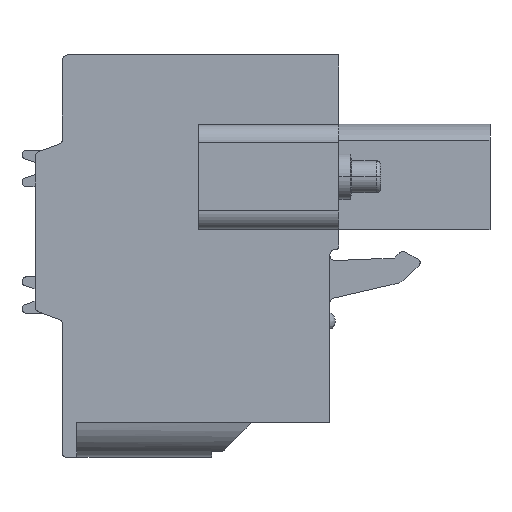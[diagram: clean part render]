
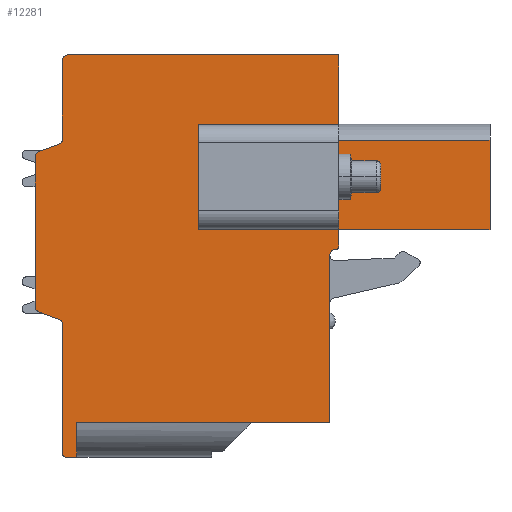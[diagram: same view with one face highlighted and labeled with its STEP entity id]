
A CAD part, front view. The second image highlights one B-rep face of the part: STEP entity #12281.
In plain terms, the highlighted planar face has unit normal (0, -1, 0).
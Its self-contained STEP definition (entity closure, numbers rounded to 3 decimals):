
#345=DIRECTION('',(-1.,0.,0.));
#346=VECTOR('',#345,6.3);
#347=CARTESIAN_POINT('',(2.781,-45.62,1.9));
#348=LINE('',#347,#346);
#349=DIRECTION('',(1.,0.,0.));
#350=VECTOR('',#349,6.3);
#351=CARTESIAN_POINT('',(-3.519,-45.62,7.65));
#352=LINE('',#351,#350);
#353=DIRECTION('',(0.,0.,1.));
#354=VECTOR('',#353,5.75);
#355=CARTESIAN_POINT('',(-3.519,-45.62,1.9));
#356=LINE('',#355,#354);
#357=DIRECTION('',(0.,0.,-1.));
#358=VECTOR('',#357,4.7);
#359=CARTESIAN_POINT('',(4.181,-45.62,11.475));
#360=LINE('',#359,#358);
#361=DIRECTION('',(-1.,0.,0.));
#362=VECTOR('',#361,8.3);
#363=CARTESIAN_POINT('',(12.481,-45.62,6.775));
#364=LINE('',#363,#362);
#365=DIRECTION('',(0.,0.,-1.));
#366=VECTOR('',#365,4.9);
#367=CARTESIAN_POINT('',(12.481,-45.62,6.775));
#368=LINE('',#367,#366);
#369=DIRECTION('',(-1.,0.,0.));
#370=VECTOR('',#369,8.3);
#371=CARTESIAN_POINT('',(12.481,-45.62,1.875));
#372=LINE('',#371,#370);
#373=DIRECTION('',(0.,0.,-1.));
#374=VECTOR('',#373,0.901);
#375=CARTESIAN_POINT('',(4.181,-45.62,1.875));
#376=LINE('',#375,#374);
#377=CARTESIAN_POINT('',(3.981,-45.62,0.974));
#378=DIRECTION('',(0.,1.,0.));
#379=DIRECTION('',(1.,0.,0.));
#380=AXIS2_PLACEMENT_3D('',#377,#378,#379);
#382=CARTESIAN_POINT('',(3.981,-45.62,0.474));
#383=DIRECTION('',(0.,-1.,0.));
#384=DIRECTION('',(0.,0.,1.));
#385=AXIS2_PLACEMENT_3D('',#382,#383,#384);
#387=DIRECTION('',(-1.,0.,0.));
#388=VECTOR('',#387,13.9);
#389=CARTESIAN_POINT('',(3.681,-45.62,-8.725));
#390=LINE('',#389,#388);
#391=DIRECTION('',(0.,0.,-1.));
#392=VECTOR('',#391,1.9);
#393=CARTESIAN_POINT('',(-10.219,-45.62,-8.725));
#394=LINE('',#393,#392);
#395=DIRECTION('',(-1.,0.,0.));
#396=VECTOR('',#395,0.6);
#397=CARTESIAN_POINT('',(-10.219,-45.62,-10.625));
#398=LINE('',#397,#396);
#399=CARTESIAN_POINT('',(-10.819,-45.62,-10.425));
#400=DIRECTION('',(0.,1.,0.));
#401=DIRECTION('',(0.,0.,-1.));
#402=AXIS2_PLACEMENT_3D('',#399,#400,#401);
#404=DIRECTION('',(0.,0.,1.));
#405=VECTOR('',#404,7.095);
#406=CARTESIAN_POINT('',(-11.019,-45.62,-10.425));
#407=LINE('',#406,#405);
#408=CARTESIAN_POINT('',(-11.319,-45.62,-3.33));
#409=DIRECTION('',(0.,-1.,0.));
#410=DIRECTION('',(1.,0.,0.));
#411=AXIS2_PLACEMENT_3D('',#408,#409,#410);
#413=DIRECTION('',(-0.94,0.,0.342));
#414=VECTOR('',#413,1.176);
#415=CARTESIAN_POINT('',(-11.216,-45.62,-3.048));
#416=LINE('',#415,#414);
#417=CARTESIAN_POINT('',(-12.219,-45.62,-2.364));
#418=DIRECTION('',(0.,1.,0.));
#419=DIRECTION('',(-0.342,0.,-0.94));
#420=AXIS2_PLACEMENT_3D('',#417,#418,#419);
#422=DIRECTION('',(0.,0.,1.));
#423=VECTOR('',#422,8.238);
#424=CARTESIAN_POINT('',(-12.519,-45.62,-2.364));
#425=LINE('',#424,#423);
#426=CARTESIAN_POINT('',(-12.219,-45.62,5.874));
#427=DIRECTION('',(0.,1.,0.));
#428=DIRECTION('',(-1.,0.,0.));
#429=AXIS2_PLACEMENT_3D('',#426,#427,#428);
#431=DIRECTION('',(0.94,0.,0.342));
#432=VECTOR('',#431,1.176);
#433=CARTESIAN_POINT('',(-12.321,-45.62,6.156));
#434=LINE('',#433,#432);
#435=CARTESIAN_POINT('',(-11.319,-45.62,6.84));
#436=DIRECTION('',(0.,-1.,0.));
#437=DIRECTION('',(0.342,0.,-0.94));
#438=AXIS2_PLACEMENT_3D('',#435,#436,#437);
#440=DIRECTION('',(0.,0.,1.));
#441=VECTOR('',#440,4.335);
#442=CARTESIAN_POINT('',(-11.019,-45.62,6.84));
#443=LINE('',#442,#441);
#444=CARTESIAN_POINT('',(-10.719,-45.62,11.175));
#445=DIRECTION('',(0.,1.,0.));
#446=DIRECTION('',(-1.,0.,0.));
#447=AXIS2_PLACEMENT_3D('',#444,#445,#446);
#449=DIRECTION('',(1.,0.,0.));
#450=VECTOR('',#449,14.9);
#451=CARTESIAN_POINT('',(-10.719,-45.62,11.475));
#452=LINE('',#451,#450);
#607=DIRECTION('',(0.,0.,1.));
#608=VECTOR('',#607,5.75);
#609=CARTESIAN_POINT('',(2.781,-45.62,1.9));
#610=LINE('',#609,#608);
#2229=DIRECTION('',(0.,0.,1.));
#2230=VECTOR('',#2229,9.199);
#2231=CARTESIAN_POINT('',(3.681,-45.62,-8.725));
#2232=LINE('',#2231,#2230);
#9182=CARTESIAN_POINT('',(-12.519,-45.62,-2.364));
#9183=CARTESIAN_POINT('',(-12.519,-45.62,5.874));
#9184=VERTEX_POINT('',#9182);
#9185=VERTEX_POINT('',#9183);
#9186=CARTESIAN_POINT('',(-12.321,-45.62,6.156));
#9187=VERTEX_POINT('',#9186);
#9188=CARTESIAN_POINT('',(-11.216,-45.62,6.558));
#9189=VERTEX_POINT('',#9188);
#9190=CARTESIAN_POINT('',(-11.019,-45.62,6.84));
#9191=VERTEX_POINT('',#9190);
#9192=CARTESIAN_POINT('',(-11.019,-45.62,11.175));
#9193=VERTEX_POINT('',#9192);
#9194=CARTESIAN_POINT('',(-10.719,-45.62,11.475));
#9195=VERTEX_POINT('',#9194);
#9196=CARTESIAN_POINT('',(4.181,-45.62,11.475));
#9197=VERTEX_POINT('',#9196);
#9198=CARTESIAN_POINT('',(3.681,-45.62,-8.725));
#9199=CARTESIAN_POINT('',(-10.219,-45.62,-8.725));
#9200=VERTEX_POINT('',#9198);
#9201=VERTEX_POINT('',#9199);
#9202=CARTESIAN_POINT('',(-10.219,-45.62,-10.625));
#9203=VERTEX_POINT('',#9202);
#9204=CARTESIAN_POINT('',(-10.819,-45.62,-10.625));
#9205=VERTEX_POINT('',#9204);
#9206=CARTESIAN_POINT('',(-11.019,-45.62,-10.425));
#9207=VERTEX_POINT('',#9206);
#9208=CARTESIAN_POINT('',(-11.019,-45.62,-3.33));
#9209=VERTEX_POINT('',#9208);
#9210=CARTESIAN_POINT('',(-11.216,-45.62,-3.048));
#9211=VERTEX_POINT('',#9210);
#9212=CARTESIAN_POINT('',(-12.321,-45.62,-2.646));
#9213=VERTEX_POINT('',#9212);
#9224=CARTESIAN_POINT('',(4.181,-45.62,0.974));
#9225=CARTESIAN_POINT('',(3.981,-45.62,0.774));
#9226=VERTEX_POINT('',#9224);
#9227=VERTEX_POINT('',#9225);
#9228=CARTESIAN_POINT('',(4.181,-45.62,1.875));
#9229=VERTEX_POINT('',#9228);
#9230=CARTESIAN_POINT('',(3.681,-45.62,0.474));
#9231=VERTEX_POINT('',#9230);
#9232=CARTESIAN_POINT('',(12.481,-45.62,1.875));
#9233=VERTEX_POINT('',#9232);
#10456=CARTESIAN_POINT('',(12.481,-45.62,6.775));
#10457=VERTEX_POINT('',#10456);
#11694=CARTESIAN_POINT('',(-3.519,-45.62,1.9));
#11695=CARTESIAN_POINT('',(-3.519,-45.62,7.65));
#11696=VERTEX_POINT('',#11694);
#11697=VERTEX_POINT('',#11695);
#11716=CARTESIAN_POINT('',(2.781,-45.62,1.9));
#11717=CARTESIAN_POINT('',(2.781,-45.62,7.65));
#11718=VERTEX_POINT('',#11716);
#11719=VERTEX_POINT('',#11717);
#11732=CARTESIAN_POINT('',(4.181,-45.62,6.775));
#11733=VERTEX_POINT('',#11732);
#12219=CARTESIAN_POINT('',(0.,-45.62,0.));
#12220=DIRECTION('',(0.,1.,0.));
#12221=DIRECTION('',(1.,0.,0.));
#12222=AXIS2_PLACEMENT_3D('',#12219,#12220,#12221);
#12223=PLANE('',#12222);
#12224=ORIENTED_EDGE('',*,*,#11999,.T.);
#12226=ORIENTED_EDGE('',*,*,#12225,.F.);
#12228=ORIENTED_EDGE('',*,*,#12227,.T.);
#12230=ORIENTED_EDGE('',*,*,#12229,.T.);
#12232=ORIENTED_EDGE('',*,*,#12231,.T.);
#12234=ORIENTED_EDGE('',*,*,#12233,.T.);
#12236=ORIENTED_EDGE('',*,*,#12235,.T.);
#12238=ORIENTED_EDGE('',*,*,#12237,.F.);
#12240=ORIENTED_EDGE('',*,*,#12239,.T.);
#12242=ORIENTED_EDGE('',*,*,#12241,.T.);
#12244=ORIENTED_EDGE('',*,*,#12243,.T.);
#12246=ORIENTED_EDGE('',*,*,#12245,.T.);
#12248=ORIENTED_EDGE('',*,*,#12247,.T.);
#12250=ORIENTED_EDGE('',*,*,#12249,.T.);
#12252=ORIENTED_EDGE('',*,*,#12251,.T.);
#12254=ORIENTED_EDGE('',*,*,#12253,.T.);
#12256=ORIENTED_EDGE('',*,*,#12255,.T.);
#12258=ORIENTED_EDGE('',*,*,#12257,.T.);
#12260=ORIENTED_EDGE('',*,*,#12259,.T.);
#12262=ORIENTED_EDGE('',*,*,#12261,.T.);
#12264=ORIENTED_EDGE('',*,*,#12263,.T.);
#12266=ORIENTED_EDGE('',*,*,#12265,.T.);
#12268=ORIENTED_EDGE('',*,*,#12267,.T.);
#12269=EDGE_LOOP('',(#12224,#12226,#12228,#12230,#12232,#12234,#12236,#12238,
#12240,#12242,#12244,#12246,#12248,#12250,#12252,#12254,#12256,#12258,#12260,
#12262,#12264,#12266,#12268));
#12270=FACE_OUTER_BOUND('',#12269,.F.);
#12272=ORIENTED_EDGE('',*,*,#12271,.F.);
#12274=ORIENTED_EDGE('',*,*,#12273,.T.);
#12276=ORIENTED_EDGE('',*,*,#12275,.F.);
#12278=ORIENTED_EDGE('',*,*,#12277,.F.);
#12279=EDGE_LOOP('',(#12272,#12274,#12276,#12278));
#12280=FACE_BOUND('',#12279,.F.);
#12281=ADVANCED_FACE('',(#12270,#12280),#12223,.F.);
#381=CIRCLE('',#380,0.2);
#386=CIRCLE('',#385,0.3);
#403=CIRCLE('',#402,0.2);
#412=CIRCLE('',#411,0.3);
#421=CIRCLE('',#420,0.3);
#430=CIRCLE('',#429,0.3);
#439=CIRCLE('',#438,0.3);
#448=CIRCLE('',#447,0.3);
#11999=EDGE_CURVE('',#9197,#11733,#360,.T.);
#12225=EDGE_CURVE('',#10457,#11733,#364,.T.);
#12227=EDGE_CURVE('',#10457,#9233,#368,.T.);
#12229=EDGE_CURVE('',#9233,#9229,#372,.T.);
#12231=EDGE_CURVE('',#9229,#9226,#376,.T.);
#12233=EDGE_CURVE('',#9226,#9227,#381,.T.);
#12235=EDGE_CURVE('',#9227,#9231,#386,.T.);
#12237=EDGE_CURVE('',#9200,#9231,#2232,.T.);
#12239=EDGE_CURVE('',#9200,#9201,#390,.T.);
#12241=EDGE_CURVE('',#9201,#9203,#394,.T.);
#12243=EDGE_CURVE('',#9203,#9205,#398,.T.);
#12245=EDGE_CURVE('',#9205,#9207,#403,.T.);
#12247=EDGE_CURVE('',#9207,#9209,#407,.T.);
#12249=EDGE_CURVE('',#9209,#9211,#412,.T.);
#12251=EDGE_CURVE('',#9211,#9213,#416,.T.);
#12253=EDGE_CURVE('',#9213,#9184,#421,.T.);
#12255=EDGE_CURVE('',#9184,#9185,#425,.T.);
#12257=EDGE_CURVE('',#9185,#9187,#430,.T.);
#12259=EDGE_CURVE('',#9187,#9189,#434,.T.);
#12261=EDGE_CURVE('',#9189,#9191,#439,.T.);
#12263=EDGE_CURVE('',#9191,#9193,#443,.T.);
#12265=EDGE_CURVE('',#9193,#9195,#448,.T.);
#12267=EDGE_CURVE('',#9195,#9197,#452,.T.);
#12271=EDGE_CURVE('',#11718,#11696,#348,.T.);
#12273=EDGE_CURVE('',#11718,#11719,#610,.T.);
#12275=EDGE_CURVE('',#11697,#11719,#352,.T.);
#12277=EDGE_CURVE('',#11696,#11697,#356,.T.);
